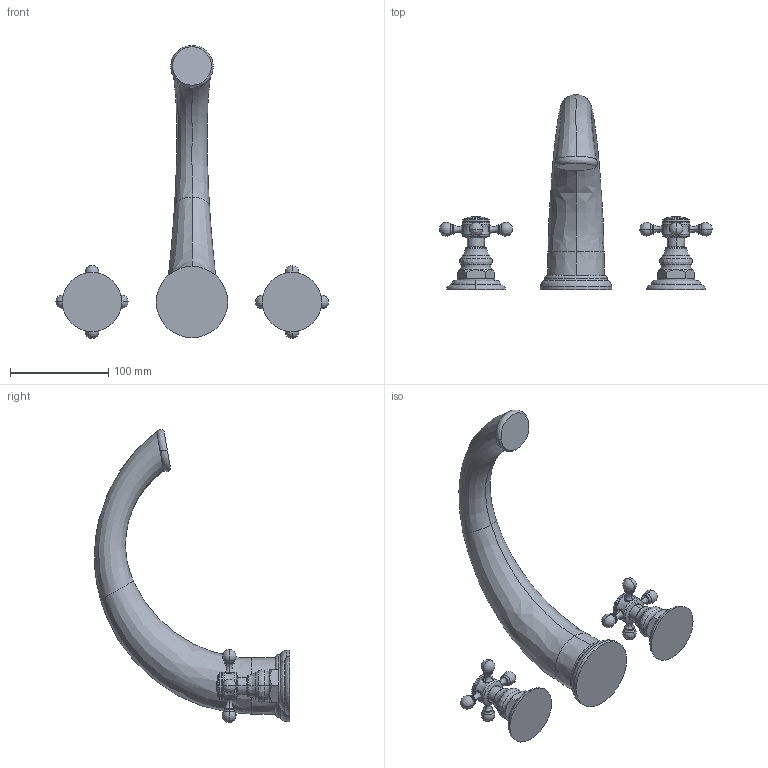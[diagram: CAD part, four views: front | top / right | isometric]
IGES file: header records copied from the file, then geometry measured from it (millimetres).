
Start section:  PTC IGES file: 3-896.igs
Global section: file name: 3-896.igs; native system: Creo Parametric by PTC Inc.; preprocessor: 2018400; author: jinson.thomas; organization: Unknown; date: 20210316.102037; units: inch
Bounding box: 277.24 x 198.07 x 297.5 mm (x, y, z)
Volume: 729781.7 mm3; surface area: 90417.7 mm2
Topology: 3 solids, 3 shells, 427 faces, 978 edges, 569 vertices
Faces by surface type: revolution 288, bspline 131, extrusion 8
